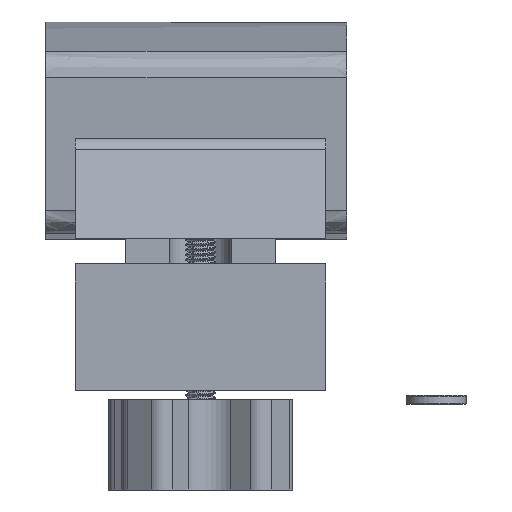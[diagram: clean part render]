
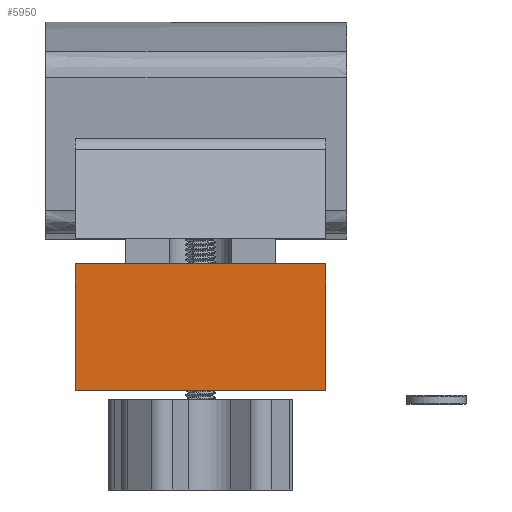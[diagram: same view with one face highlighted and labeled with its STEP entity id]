
A CAD part, left-side view. The second image highlights one B-rep face of the part: STEP entity #5950.
In plain terms, the highlighted planar face has unit normal (-1, 0, 0).
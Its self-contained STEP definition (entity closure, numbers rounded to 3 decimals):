
#170=PLANE('',#6397);
#548=FACE_OUTER_BOUND('',#898,.T.);
#898=EDGE_LOOP('',(#4159,#4160,#4161,#4162));
#1552=LINE('',#9284,#1967);
#1560=LINE('',#9310,#1975);
#1563=LINE('',#9320,#1978);
#1567=LINE('',#9327,#1982);
#1967=VECTOR('',#6975,10.);
#1975=VECTOR('',#7005,10.);
#1978=VECTOR('',#7016,10.);
#1982=VECTOR('',#7024,10.);
#2416=VERTEX_POINT('',#9281);
#2417=VERTEX_POINT('',#9283);
#2424=VERTEX_POINT('',#9309);
#2427=VERTEX_POINT('',#9319);
#3071=EDGE_CURVE('',#2417,#2416,#1552,.T.);
#3084=EDGE_CURVE('',#2424,#2417,#1560,.T.);
#3089=EDGE_CURVE('',#2424,#2427,#1563,.T.);
#3093=EDGE_CURVE('',#2427,#2416,#1567,.T.);
#4159=ORIENTED_EDGE('',*,*,#3084,.T.);
#4160=ORIENTED_EDGE('',*,*,#3071,.T.);
#4161=ORIENTED_EDGE('',*,*,#3093,.F.);
#4162=ORIENTED_EDGE('',*,*,#3089,.F.);
#5950=ADVANCED_FACE('',(#548),#170,.T.);
#6397=AXIS2_PLACEMENT_3D('',#9326,#7022,#7023);
#6975=DIRECTION('',(0.,0.,1.));
#7005=DIRECTION('',(0.,-1.,0.));
#7016=DIRECTION('',(0.,0.,1.));
#7022=DIRECTION('center_axis',(-1.,0.,0.));
#7023=DIRECTION('ref_axis',(0.,-1.,0.));
#7024=DIRECTION('',(0.,-1.,0.));
#9281=CARTESIAN_POINT('',(0.,0.,25.3));
#9283=CARTESIAN_POINT('',(0.,0.,0.));
#9284=CARTESIAN_POINT('',(0.,0.,0.));
#9309=CARTESIAN_POINT('',(0.,50.,0.));
#9310=CARTESIAN_POINT('',(0.,50.,0.));
#9319=CARTESIAN_POINT('',(0.,50.,25.3));
#9320=CARTESIAN_POINT('',(0.,50.,0.));
#9326=CARTESIAN_POINT('Origin',(0.,50.,0.));
#9327=CARTESIAN_POINT('',(0.,50.,25.3));
